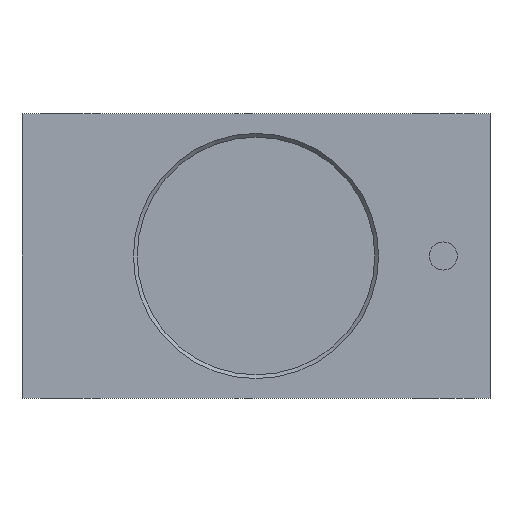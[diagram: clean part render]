
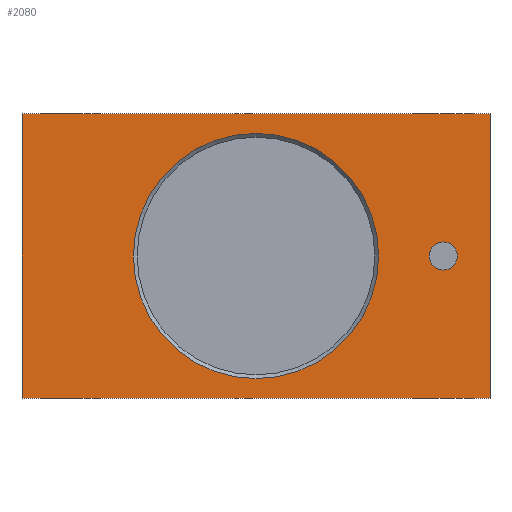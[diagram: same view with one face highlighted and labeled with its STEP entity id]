
A CAD part, front view. The second image highlights one B-rep face of the part: STEP entity #2080.
In plain terms, the highlighted planar face has unit normal (0, -1, 0).
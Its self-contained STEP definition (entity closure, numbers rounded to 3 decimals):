
#73=LINE('',#3360,#198);
#77=LINE('',#3375,#202);
#80=LINE('',#3384,#205);
#82=LINE('',#3391,#207);
#198=VECTOR('',#2520,1000.);
#202=VECTOR('',#2532,1000.);
#205=VECTOR('',#2541,1000.);
#207=VECTOR('',#2549,1000.);
#321=PLANE('',#2257);
#401=CIRCLE('',#2258,13.1);
#402=CIRCLE('',#2259,1.5);
#567=ORIENTED_EDGE('',*,*,#1144,.F.);
#568=ORIENTED_EDGE('',*,*,#1145,.F.);
#569=ORIENTED_EDGE('',*,*,#1143,.T.);
#570=ORIENTED_EDGE('',*,*,#1134,.F.);
#571=ORIENTED_EDGE('',*,*,#1139,.F.);
#572=ORIENTED_EDGE('',*,*,#1127,.T.);
#1127=EDGE_CURVE('',#1410,#1409,#73,.T.);
#1134=EDGE_CURVE('',#1416,#1417,#77,.T.);
#1139=EDGE_CURVE('',#1410,#1416,#80,.T.);
#1143=EDGE_CURVE('',#1409,#1417,#82,.T.);
#1144=EDGE_CURVE('',#1422,#1422,#401,.T.);
#1145=EDGE_CURVE('',#1423,#1423,#402,.T.);
#1409=VERTEX_POINT('',#3359);
#1410=VERTEX_POINT('',#3361);
#1416=VERTEX_POINT('',#3374);
#1417=VERTEX_POINT('',#3376);
#1422=VERTEX_POINT('',#3394);
#1423=VERTEX_POINT('',#3396);
#1653=EDGE_LOOP('',(#567));
#1654=EDGE_LOOP('',(#568));
#1655=EDGE_LOOP('',(#569,#570,#571,#572));
#1848=FACE_BOUND('',#1653,.T.);
#1849=FACE_BOUND('',#1654,.T.);
#1850=FACE_BOUND('',#1655,.T.);
#2080=ADVANCED_FACE('',(#1848,#1849,#1850),#321,.F.);
#2257=AXIS2_PLACEMENT_3D('',#3392,#2550,#2551);
#2258=AXIS2_PLACEMENT_3D('',#3393,#2552,#2553);
#2259=AXIS2_PLACEMENT_3D('',#3395,#2554,#2555);
#2520=DIRECTION('',(0.,0.,-1.));
#2532=DIRECTION('',(0.,0.,-1.));
#2541=DIRECTION('',(1.,0.,0.));
#2549=DIRECTION('',(1.,0.,0.));
#2550=DIRECTION('',(0.,1.,0.));
#2551=DIRECTION('',(0.,0.,1.));
#2552=DIRECTION('',(0.,-1.,0.));
#2553=DIRECTION('',(0.,0.,-1.));
#2554=DIRECTION('',(0.,-1.,0.));
#2555=DIRECTION('',(0.,0.,-1.));
#3359=CARTESIAN_POINT('',(-25.,0.,-15.2));
#3360=CARTESIAN_POINT('',(-25.,0.,15.2));
#3361=CARTESIAN_POINT('',(-25.,0.,15.2));
#3374=CARTESIAN_POINT('',(25.,0.,15.2));
#3375=CARTESIAN_POINT('',(25.,0.,15.2));
#3376=CARTESIAN_POINT('',(25.,0.,-15.2));
#3384=CARTESIAN_POINT('',(-25.,0.,15.2));
#3391=CARTESIAN_POINT('',(-25.,0.,-15.2));
#3392=CARTESIAN_POINT('',(-25.,0.,15.2));
#3393=CARTESIAN_POINT('',(0.,0.,0.));
#3394=CARTESIAN_POINT('',(0.,0.,-13.1));
#3395=CARTESIAN_POINT('',(20.,0.,0.));
#3396=CARTESIAN_POINT('',(20.,0.,-1.5));
